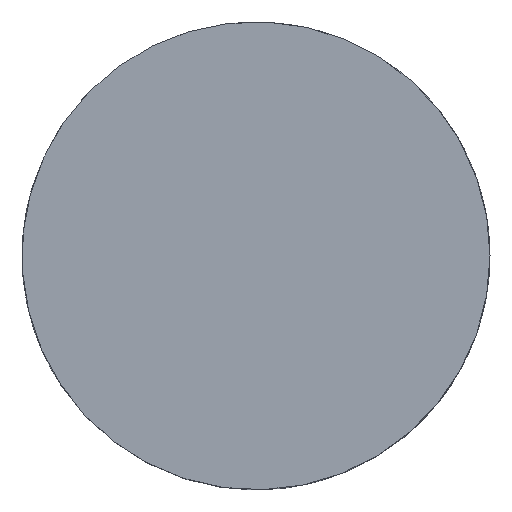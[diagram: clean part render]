
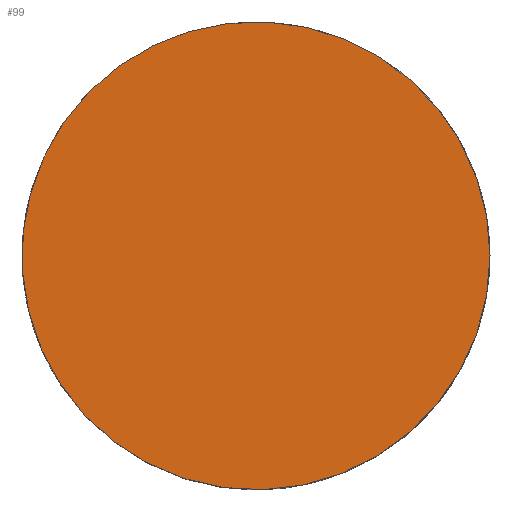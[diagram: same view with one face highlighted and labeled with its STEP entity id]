
A CAD part, top view. The second image highlights one B-rep face of the part: STEP entity #99.
In plain terms, the highlighted planar face has unit normal (0, 0, 1).
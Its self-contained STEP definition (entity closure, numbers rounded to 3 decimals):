
#99=ADVANCED_FACE('',(#153),#154,.T.);
#153=FACE_OUTER_BOUND('',#282,.T.);
#154=PLANE('',#283);
#282=EDGE_LOOP('',(#481));
#283=AXIS2_PLACEMENT_3D('',#482,#483,#484);
#481=ORIENTED_EDGE('',*,*,#572,.T.);
#482=CARTESIAN_POINT('',(-12.5,0.,0.));
#483=DIRECTION('',(0.0,0.0,1.0));
#484=DIRECTION('',(1.0,0.0,0.0));
#572=EDGE_CURVE('',#687,#687,#688,.T.);
#687=VERTEX_POINT('',#940);
#688=CIRCLE('',#941,25.0);
#940=CARTESIAN_POINT('',(25.,0.,0.0));
#941=AXIS2_PLACEMENT_3D('',#1081,#1082,#1083);
#1081=CARTESIAN_POINT('',(0.,0.,0.));
#1082=DIRECTION('',(0.0,0.0,1.0));
#1083=DIRECTION('',(-1.0,0.0,0.0));
